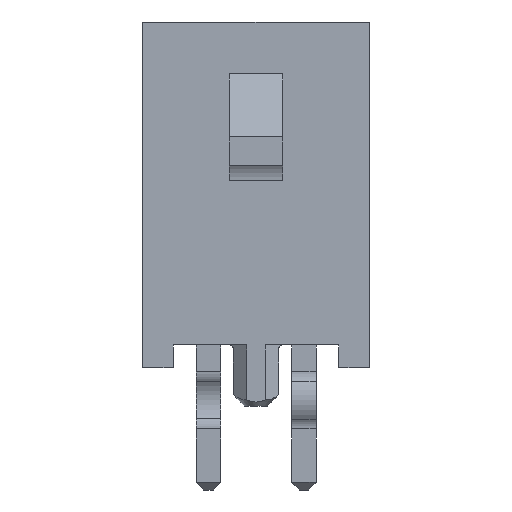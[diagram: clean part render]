
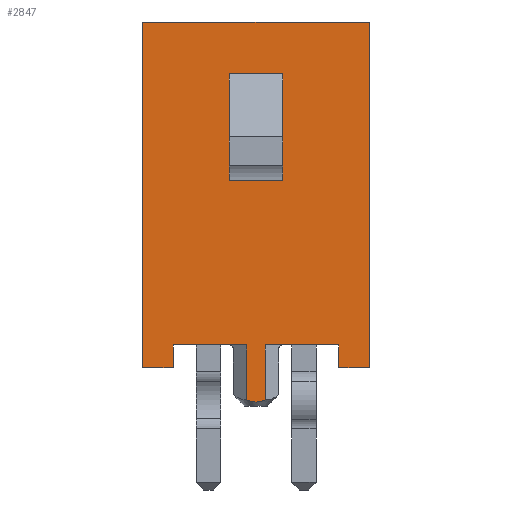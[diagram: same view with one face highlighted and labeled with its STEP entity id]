
A CAD part, front view. The second image highlights one B-rep face of the part: STEP entity #2847.
In plain terms, the highlighted face is planar.
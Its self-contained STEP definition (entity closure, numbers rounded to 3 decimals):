
#43=B_SPLINE_CURVE_WITH_KNOTS('',3,(#3763,#3764,#3765,#3766),
 .UNSPECIFIED.,.F.,.F.,(4,4),(0.,1.),.UNSPECIFIED.);
#383=ORIENTED_EDGE('',*,*,#760,.F.);
#384=ORIENTED_EDGE('',*,*,#754,.T.);
#385=ORIENTED_EDGE('',*,*,#763,.T.);
#386=ORIENTED_EDGE('',*,*,#749,.F.);
#387=ORIENTED_EDGE('',*,*,#738,.T.);
#388=ORIENTED_EDGE('',*,*,#734,.T.);
#389=ORIENTED_EDGE('',*,*,#735,.T.);
#390=ORIENTED_EDGE('',*,*,#706,.F.);
#391=ORIENTED_EDGE('',*,*,#809,.T.);
#392=ORIENTED_EDGE('',*,*,#832,.F.);
#393=ORIENTED_EDGE('',*,*,#829,.T.);
#394=ORIENTED_EDGE('',*,*,#837,.T.);
#395=ORIENTED_EDGE('',*,*,#825,.F.);
#396=ORIENTED_EDGE('',*,*,#831,.F.);
#397=ORIENTED_EDGE('',*,*,#807,.F.);
#398=ORIENTED_EDGE('',*,*,#694,.F.);
#694=EDGE_CURVE('',#982,#983,#1172,.T.);
#706=EDGE_CURVE('',#994,#979,#1184,.T.);
#734=EDGE_CURVE('',#1015,#1017,#43,.T.);
#735=EDGE_CURVE('',#1017,#979,#1205,.T.);
#738=EDGE_CURVE('',#982,#1015,#1208,.T.);
#749=EDGE_CURVE('',#1026,#1027,#1219,.T.);
#754=EDGE_CURVE('',#1031,#1032,#1223,.T.);
#760=EDGE_CURVE('',#1031,#1026,#1228,.T.);
#763=EDGE_CURVE('',#1032,#1027,#1231,.T.);
#807=EDGE_CURVE('',#983,#1057,#1275,.T.);
#809=EDGE_CURVE('',#994,#1059,#1277,.T.);
#825=EDGE_CURVE('',#1068,#1069,#1293,.T.);
#829=EDGE_CURVE('',#1071,#1070,#1297,.T.);
#831=EDGE_CURVE('',#1057,#1068,#1299,.T.);
#832=EDGE_CURVE('',#1071,#1059,#1300,.T.);
#837=EDGE_CURVE('',#1070,#1069,#1305,.T.);
#979=VERTEX_POINT('',#3668);
#982=VERTEX_POINT('',#3673);
#983=VERTEX_POINT('',#3675);
#994=VERTEX_POINT('',#3697);
#1015=VERTEX_POINT('',#3755);
#1017=VERTEX_POINT('',#3762);
#1026=VERTEX_POINT('',#3796);
#1027=VERTEX_POINT('',#3797);
#1031=VERTEX_POINT('',#3807);
#1032=VERTEX_POINT('',#3808);
#1057=VERTEX_POINT('',#3914);
#1059=VERTEX_POINT('',#3919);
#1068=VERTEX_POINT('',#3950);
#1069=VERTEX_POINT('',#3952);
#1070=VERTEX_POINT('',#3957);
#1071=VERTEX_POINT('',#3959);
#1172=LINE('',#3674,#1429);
#1184=LINE('',#3698,#1441);
#1205=LINE('',#3768,#1462);
#1208=LINE('',#3772,#1465);
#1219=LINE('',#3795,#1476);
#1223=LINE('',#3806,#1480);
#1228=LINE('',#3818,#1485);
#1231=LINE('',#3824,#1488);
#1275=LINE('',#3915,#1532);
#1277=LINE('',#3920,#1534);
#1293=LINE('',#3951,#1550);
#1297=LINE('',#3958,#1554);
#1299=LINE('',#3962,#1556);
#1300=LINE('',#3964,#1557);
#1305=LINE('',#3976,#1562);
#1429=VECTOR('',#3104,1000.);
#1441=VECTOR('',#3116,1000.);
#1462=VECTOR('',#3149,1000.);
#1465=VECTOR('',#3154,1000.);
#1476=VECTOR('',#3173,1000.);
#1480=VECTOR('',#3181,1000.);
#1485=VECTOR('',#3190,1000.);
#1488=VECTOR('',#3199,1000.);
#1532=VECTOR('',#3293,1000.);
#1534=VECTOR('',#3297,1000.);
#1550=VECTOR('',#3325,1000.);
#1554=VECTOR('',#3331,1000.);
#1556=VECTOR('',#3335,1000.);
#1557=VECTOR('',#3338,1000.);
#1562=VECTOR('',#3353,1000.);
#1719=EDGE_LOOP('',(#383,#384,#385,#386));
#1720=EDGE_LOOP('',(#387,#388,#389,#390,#391,#392,#393,#394,#395,#396,#397,
#398));
#1842=FACE_BOUND('',#1719,.T.);
#1843=FACE_BOUND('',#1720,.T.);
#1953=PLANE('',#2973);
#2847=ADVANCED_FACE('',(#1842,#1843),#1953,.F.);
#2973=AXIS2_PLACEMENT_3D('',#3975,#3351,#3352);
#3104=DIRECTION('',(-1.,0.,0.));
#3116=DIRECTION('',(-1.,0.,0.));
#3149=DIRECTION('',(0.,-1.,0.));
#3154=DIRECTION('',(0.,1.,0.));
#3173=DIRECTION('',(0.,-1.,0.));
#3181=DIRECTION('',(0.,-1.,0.));
#3190=DIRECTION('',(1.,0.,0.));
#3199=DIRECTION('',(1.,0.,0.));
#3293=DIRECTION('',(0.,1.,0.));
#3297=DIRECTION('',(0.,1.,0.));
#3325=DIRECTION('',(0.,-1.,0.));
#3331=DIRECTION('',(0.,-1.,0.));
#3335=DIRECTION('',(-1.,0.,0.));
#3338=DIRECTION('',(-1.,0.,0.));
#3351=DIRECTION('',(0.,0.,1.));
#3352=DIRECTION('',(1.,0.,0.));
#3353=DIRECTION('',(-1.,0.,0.));
#3668=CARTESIAN_POINT('',(0.239,8.46,-1.74));
#3673=CARTESIAN_POINT('',(-0.239,8.46,-1.74));
#3674=CARTESIAN_POINT('',(2.17,8.46,-1.74));
#3675=CARTESIAN_POINT('',(-2.17,8.46,-1.74));
#3697=CARTESIAN_POINT('',(2.17,8.46,-1.74));
#3698=CARTESIAN_POINT('',(2.17,8.46,-1.74));
#3755=CARTESIAN_POINT('',(-0.239,9.894,-1.74));
#3762=CARTESIAN_POINT('',(0.239,9.894,-1.74));
#3763=CARTESIAN_POINT('',(-0.239,9.894,-1.74));
#3764=CARTESIAN_POINT('',(-0.08,9.976,-1.74));
#3765=CARTESIAN_POINT('',(0.08,9.976,-1.74));
#3766=CARTESIAN_POINT('',(0.239,9.894,-1.74));
#3768=CARTESIAN_POINT('',(0.239,9.06,-1.74));
#3772=CARTESIAN_POINT('',(-0.239,9.06,-1.74));
#3795=CARTESIAN_POINT('',(0.7,1.36,-1.74));
#3796=CARTESIAN_POINT('',(0.7,4.16,-1.74));
#3797=CARTESIAN_POINT('',(0.7,1.36,-1.74));
#3806=CARTESIAN_POINT('',(-0.7,1.36,-1.74));
#3807=CARTESIAN_POINT('',(-0.7,4.16,-1.74));
#3808=CARTESIAN_POINT('',(-0.7,1.36,-1.74));
#3818=CARTESIAN_POINT('',(-0.7,4.16,-1.74));
#3824=CARTESIAN_POINT('',(-0.7,1.36,-1.74));
#3914=CARTESIAN_POINT('',(-2.17,9.06,-1.74));
#3915=CARTESIAN_POINT('',(-2.17,8.46,-1.74));
#3919=CARTESIAN_POINT('',(2.17,9.06,-1.74));
#3920=CARTESIAN_POINT('',(2.17,8.46,-1.74));
#3950=CARTESIAN_POINT('',(-2.97,9.06,-1.74));
#3951=CARTESIAN_POINT('',(-2.97,9.06,-1.74));
#3952=CARTESIAN_POINT('',(-2.97,0.,-1.74));
#3957=CARTESIAN_POINT('',(2.97,0.,-1.74));
#3958=CARTESIAN_POINT('',(2.97,9.06,-1.74));
#3959=CARTESIAN_POINT('',(2.97,9.06,-1.74));
#3962=CARTESIAN_POINT('',(2.97,9.06,-1.74));
#3964=CARTESIAN_POINT('',(2.97,9.06,-1.74));
#3975=CARTESIAN_POINT('',(2.97,9.06,-1.74));
#3976=CARTESIAN_POINT('',(2.97,0.,-1.74));
